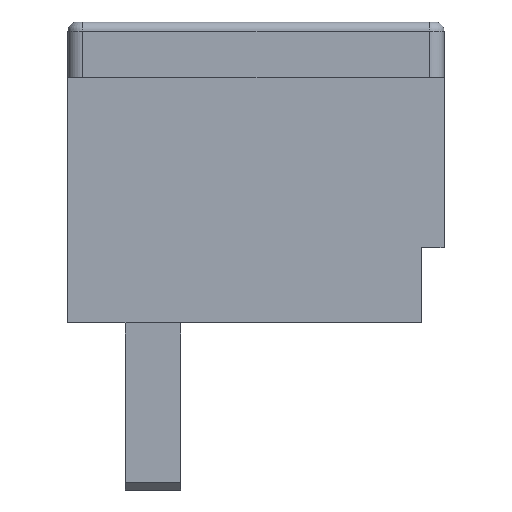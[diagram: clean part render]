
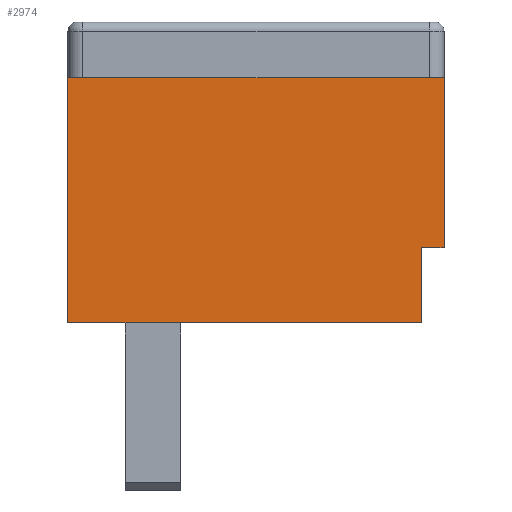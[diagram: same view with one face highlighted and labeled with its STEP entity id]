
A CAD part, left-side view. The second image highlights one B-rep face of the part: STEP entity #2974.
In plain terms, the highlighted planar face has unit normal (-1, 0, 0).
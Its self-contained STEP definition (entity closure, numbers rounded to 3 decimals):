
#2974=ADVANCED_FACE('',(#5358),#5359,.T.);
#3252=VERTEX_POINT('',#5637);
#3256=VERTEX_POINT('',#5641);
#3258=EDGE_CURVE('',#3256,#3252,#5643,.T.);
#3266=VERTEX_POINT('',#5651);
#3270=EDGE_CURVE('',#3252,#3266,#5655,.T.);
#3276=VERTEX_POINT('',#5661);
#3280=EDGE_CURVE('',#3266,#3276,#5665,.T.);
#3286=VERTEX_POINT('',#5671);
#3290=EDGE_CURVE('',#3276,#3286,#5675,.T.);
#3296=VERTEX_POINT('',#5681);
#3300=EDGE_CURVE('',#3286,#3296,#5685,.T.);
#3304=EDGE_CURVE('',#3296,#3256,#5689,.T.);
#5358=FACE_OUTER_BOUND('',#8747,.T.);
#5359=PLANE('',#8748);
#5637=CARTESIAN_POINT('',(0.0,1.5,16.1));
#5641=CARTESIAN_POINT('',(0.0,1.5,11.1));
#5643=LINE('',#9179,#9180);
#5651=CARTESIAN_POINT('',(0.0,0.0,16.1));
#5655=LINE('',#9199,#9200);
#5661=CARTESIAN_POINT('',(0.0,0.0,27.4));
#5665=LINE('',#9215,#9216);
#5671=CARTESIAN_POINT('',(0.0,25.0,27.4));
#5675=LINE('',#9231,#9232);
#5681=CARTESIAN_POINT('',(0.0,25.0,11.1));
#5685=LINE('',#9247,#9248);
#5689=LINE('',#9255,#9256);
#8747=EDGE_LOOP('',(#11878,#11879,#11880,#11881,#11882,#11883));
#8748=AXIS2_PLACEMENT_3D('',#11884,#11885,#11886);
#9179=CARTESIAN_POINT('',(0.0,1.5,11.1));
#9180=VECTOR('',#12010,1.0);
#9199=CARTESIAN_POINT('',(0.0,1.5,16.1));
#9200=VECTOR('',#12014,1.0);
#9215=CARTESIAN_POINT('',(0.0,0.0,16.1));
#9216=VECTOR('',#12017,1.0);
#9231=CARTESIAN_POINT('',(0.0,0.0,27.4));
#9232=VECTOR('',#12020,1.0);
#9247=CARTESIAN_POINT('',(0.0,25.0,27.4));
#9248=VECTOR('',#12023,1.0);
#9255=CARTESIAN_POINT('',(0.0,25.0,11.1));
#9256=VECTOR('',#12025,1.0);
#11878=ORIENTED_EDGE('',*,*,#3304,.T.);
#11879=ORIENTED_EDGE('',*,*,#3258,.T.);
#11880=ORIENTED_EDGE('',*,*,#3270,.T.);
#11881=ORIENTED_EDGE('',*,*,#3280,.T.);
#11882=ORIENTED_EDGE('',*,*,#3290,.T.);
#11883=ORIENTED_EDGE('',*,*,#3300,.T.);
#11884=CARTESIAN_POINT('',(0.0,12.591,19.341));
#11885=DIRECTION('',(-1.0,0.0,0.0));
#11886=DIRECTION('',(0.0,1.0,0.0));
#12010=DIRECTION('',(0.0,0.0,1.0));
#12014=DIRECTION('',(0.0,-1.0,0.0));
#12017=DIRECTION('',(0.0,0.0,1.0));
#12020=DIRECTION('',(0.0,1.0,0.0));
#12023=DIRECTION('',(0.0,0.0,-1.0));
#12025=DIRECTION('',(0.0,-1.0,0.0));
